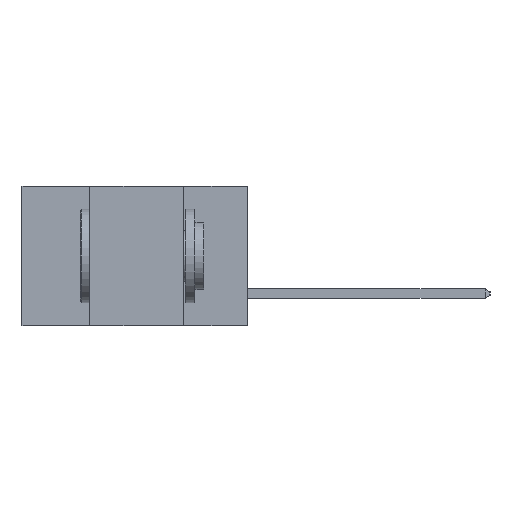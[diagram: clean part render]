
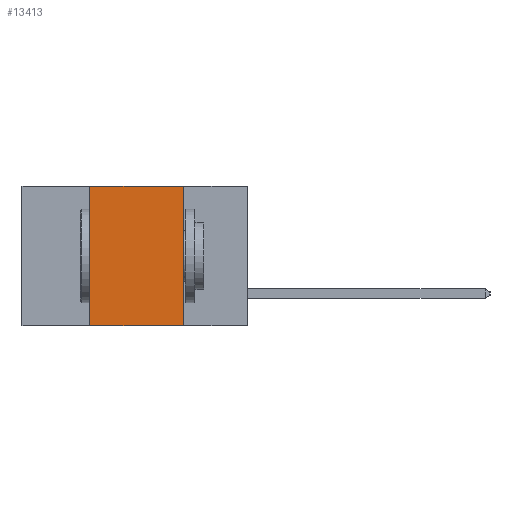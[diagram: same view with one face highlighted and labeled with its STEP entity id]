
A CAD part, left-side view. The second image highlights one B-rep face of the part: STEP entity #13413.
In plain terms, the highlighted planar face has unit normal (-1, 0, 0).
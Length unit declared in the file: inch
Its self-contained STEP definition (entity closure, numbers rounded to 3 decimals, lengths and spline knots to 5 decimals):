
#252 = ORIENTED_EDGE ( 'NONE', *, *, #14629, .F. ) ;
#505 = EDGE_CURVE ( 'NONE', #4161, #6834, #2194, .T. ) ;
#551 = PLANE ( 'NONE',  #12142 ) ;
#1022 = VERTEX_POINT ( 'NONE', #13517 ) ;
#1353 = CARTESIAN_POINT ( 'NONE',  ( 0., 0.6, 0. ) ) ;
#1779 = DIRECTION ( 'NONE',  ( 1., 0., 0. ) ) ;
#1909 = ORIENTED_EDGE ( 'NONE', *, *, #2862, .F. ) ;
#1981 = VECTOR ( 'NONE', #8437, 39.37008 ) ;
#2194 = LINE ( 'NONE', #11621, #14365 ) ;
#2680 = LINE ( 'NONE', #11749, #11639 ) ;
#2862 = EDGE_CURVE ( 'NONE', #1022, #9716, #2680, .T. ) ;
#3039 = ORIENTED_EDGE ( 'NONE', *, *, #13201, .T. ) ;
#4161 = VERTEX_POINT ( 'NONE', #7988 ) ;
#4486 = ORIENTED_EDGE ( 'NONE', *, *, #505, .F. ) ;
#4550 = EDGE_LOOP ( 'NONE', ( #1909, #252, #4486, #3039 ) ) ;
#5324 = CARTESIAN_POINT ( 'NONE',  ( 0., 0.6, 0. ) ) ;
#6834 = VERTEX_POINT ( 'NONE', #13536 ) ;
#7004 = DIRECTION ( 'NONE',  ( 0., 0., -1. ) ) ;
#7988 = CARTESIAN_POINT ( 'NONE',  ( 0., 0.42, -0.37 ) ) ;
#8437 = DIRECTION ( 'NONE',  ( 0., -1., 0. ) ) ;
#8483 = FACE_OUTER_BOUND ( 'NONE', #4550, .T. ) ;
#9716 = VERTEX_POINT ( 'NONE', #9876 ) ;
#9876 = CARTESIAN_POINT ( 'NONE',  ( 0., 0.17, -0.37 ) ) ;
#10094 = DIRECTION ( 'NONE',  ( 0., 0., -1. ) ) ;
#10337 = LINE ( 'NONE', #1353, #12859 ) ;
#11604 = DIRECTION ( 'NONE',  ( 0., 0., 1. ) ) ;
#11621 = CARTESIAN_POINT ( 'NONE',  ( 0., 0.42, 0. ) ) ;
#11639 = VECTOR ( 'NONE', #7004, 39.37008 ) ;
#11749 = CARTESIAN_POINT ( 'NONE',  ( 0., 0.17, 0. ) ) ;
#12142 = AXIS2_PLACEMENT_3D ( 'NONE', #5324, #1779, #10094 ) ;
#12859 = VECTOR ( 'NONE', #13970, 39.37008 ) ;
#13201 = EDGE_CURVE ( 'NONE', #4161, #9716, #14170, .T. ) ;
#13413 = ADVANCED_FACE ( 'NONE', ( #8483 ), #551, .F. ) ;
#13517 = CARTESIAN_POINT ( 'NONE',  ( 0., 0.17, 0. ) ) ;
#13536 = CARTESIAN_POINT ( 'NONE',  ( 0., 0.42, 0. ) ) ;
#13945 = CARTESIAN_POINT ( 'NONE',  ( 0., 0.6, -0.37 ) ) ;
#13970 = DIRECTION ( 'NONE',  ( 0., -1., 0. ) ) ;
#14170 = LINE ( 'NONE', #13945, #1981 ) ;
#14365 = VECTOR ( 'NONE', #11604, 39.37008 ) ;
#14629 = EDGE_CURVE ( 'NONE', #6834, #1022, #10337, .T. ) ;
